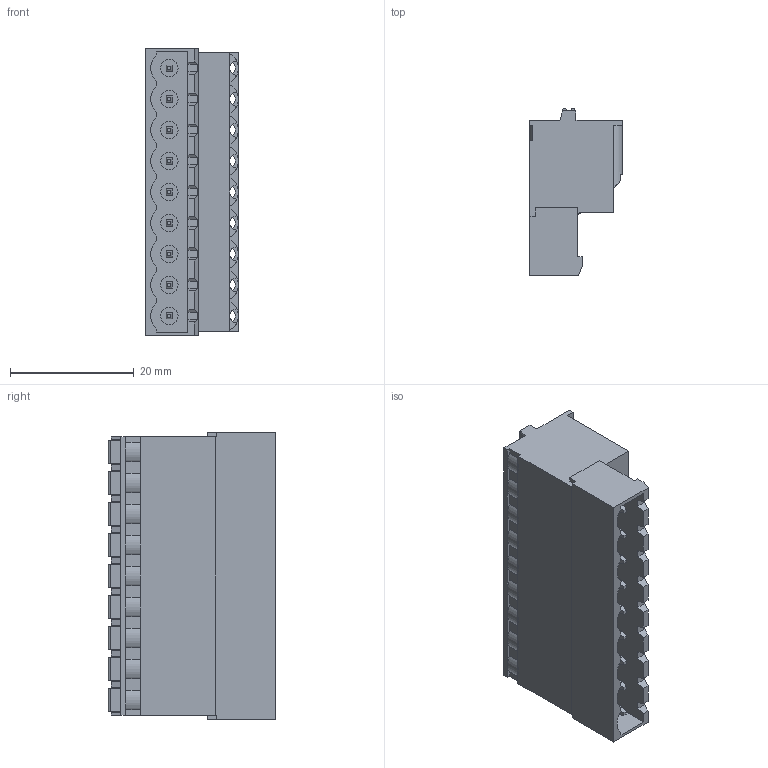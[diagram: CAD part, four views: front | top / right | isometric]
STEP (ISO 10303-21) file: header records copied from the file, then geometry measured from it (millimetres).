
FILE_DESCRIPTION((''),'2;1');
FILE_NAME('TLPHS-218-XXP','2024-10-22T10:30:38',('yanfa'),(''),'CREO PARAMETRIC BY PTC INC, 2018050','CREO PARAMETRIC BY PTC INC, 2018050','');
FILE_SCHEMA(('AUTOMOTIVE_DESIGN { 1 0 10303 214 1 1 1 1 }'));
Length unit declared in the file: millimetre
Products named in the file (1): TLPHS-218-XXP
Bounding box: 15 x 26.99 x 46.32 mm (x, y, z)
Volume: 10545.1 mm3; surface area: 6831.3 mm2
Topology: 1 solids, 1 shells, 521 faces, 1362 edges, 878 vertices
Faces by surface type: plane 403, cylinder 118
Entity records: 16083 total; most frequent: CARTESIAN_POINT 3013, ORIENTED_EDGE 2724, DIRECTION 2611, EDGE_CURVE 1362, VECTOR 1045, LINE 1045, VERTEX_POINT 879, AXIS2_PLACEMENT_3D 783
